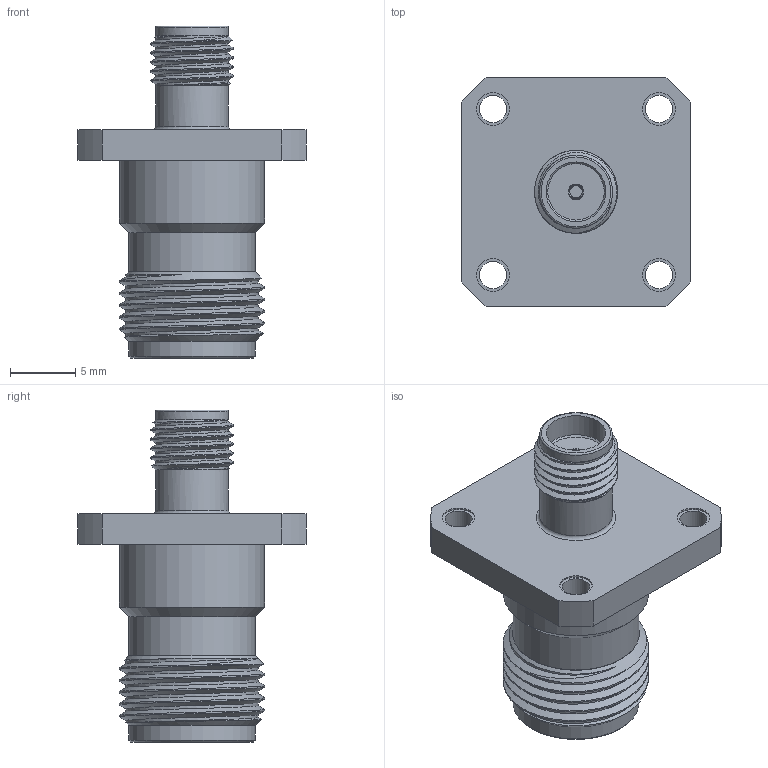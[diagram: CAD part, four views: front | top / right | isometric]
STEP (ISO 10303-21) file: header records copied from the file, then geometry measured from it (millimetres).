
FILE_DESCRIPTION (( 'STEP AP203' ), '1' );
FILE_NAME ('SM4755_3D.step', '2022-02-04T21:46:51', ( '' ), ( '' ), 'SwSTEP 2.0', 'SolidWorks 2021', '' );
FILE_SCHEMA (( 'CONFIG_CONTROL_DESIGN' ));
Length unit declared in the file: inch
Products named in the file (1): SM4755_3D
Bounding box: 17.45 x 17.45 x 25.4 mm (x, y, z)
Volume: 1813.8 mm3; surface area: 1887.8 mm2
Topology: 1 solids, 1 shells, 113 faces, 267 edges, 173 vertices
Faces by surface type: plane 55, cylinder 33, cone 17, bspline 6, torus 2
Full cylindrical faces by diameter (mm): 0.94 x1, 1.194 x1, 1.346 x1, 1.854 x1, 2.083 x4, 2.515 x8, 4.572 x2, 5.582 x2, 9.652 x2, 11.1 x1
Entity records: 6547 total; most frequent: CARTESIAN_POINT 4152, DIRECTION 478, ORIENTED_EDGE 430, EDGE_CURVE 215, AXIS2_PLACEMENT_3D 203, EDGE_LOOP 170, VERTEX_POINT 155, FACE_OUTER_BOUND 137
